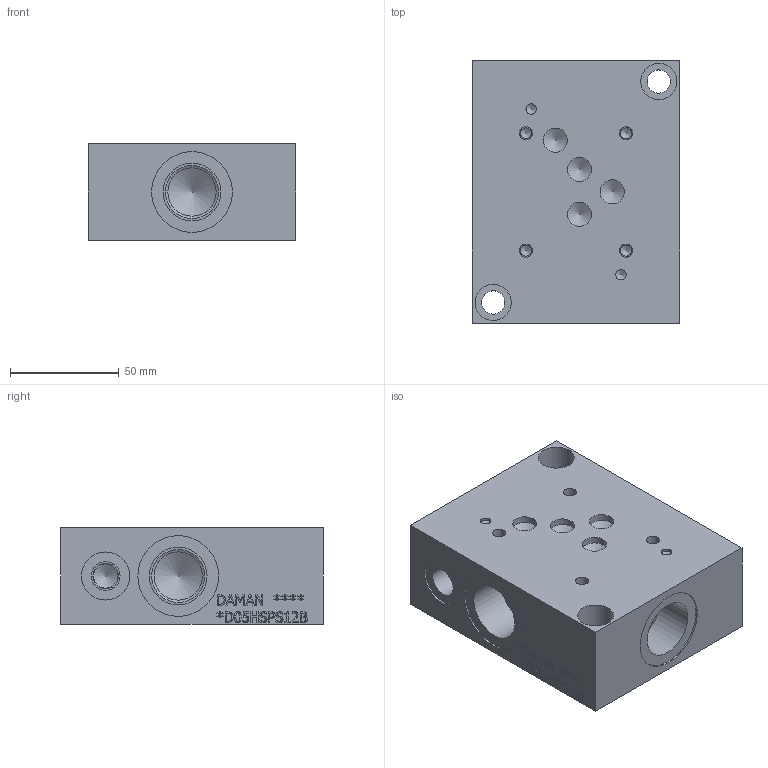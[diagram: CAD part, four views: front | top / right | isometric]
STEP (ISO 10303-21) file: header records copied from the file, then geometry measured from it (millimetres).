
FILE_DESCRIPTION(/* description */ (''),/* implementation_level */ '2;1');
FILE_NAME(/* name */ '_D05HSPS12B.stp',/* time_stamp */ '2022-05-31T16:27:20-04:00',/* author */ ('bobbyh'),/* organization */ (''),/* preprocessor_version */ 'ST-DEVELOPER v18',/* originating_system */ 'Autodesk Inventor 2020',/* authorisation */ '');
FILE_SCHEMA (('AUTOMOTIVE_DESIGN { 1 0 10303 214 3 1 1 }'));
Length unit declared in the file: millimetre
Products named in the file (1): Part_AD05HSPS12B_3D
Bounding box: 95.25 x 120.65 x 44.45 mm (x, y, z)
Volume: 425555.7 mm3; surface area: 58774.4 mm2
Topology: 1 solids, 1 shells, 431 faces, 1195 edges, 812 vertices
Faces by surface type: plane 260, bspline 107, cylinder 42, cone 22
Full cylindrical faces by diameter (mm): 4.775 x2, 5.004 x4, 5.994 x4, 10.719 x2, 11.113 x3, 11.125 x3, 11.684 x2, 13.259 x2, 16.662 x2, 22.123 x2, 22.225 x4, 24.409 x4, 26.543 x4, 37.109 x4
Entity records: 14644 total; most frequent: CARTESIAN_POINT 3814, ORIENTED_EDGE 2358, DIRECTION 1773, EDGE_CURVE 1179, VERTEX_POINT 812, LINE 807, VECTOR 807, EDGE_LOOP 497
